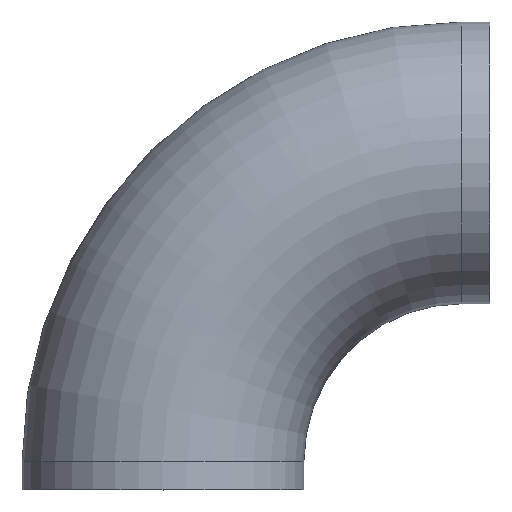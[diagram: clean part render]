
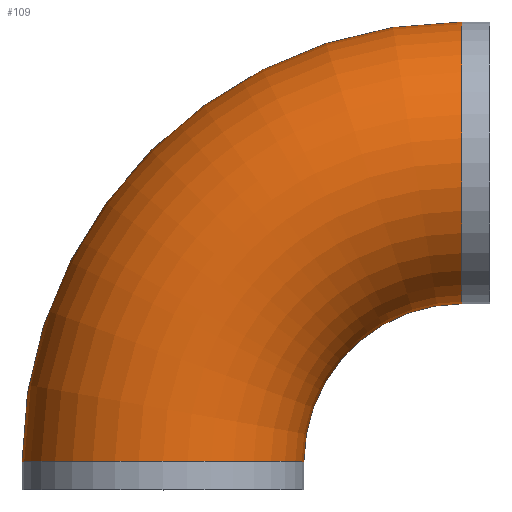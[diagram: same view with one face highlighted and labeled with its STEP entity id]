
A CAD part, top view. The second image highlights one B-rep face of the part: STEP entity #109.
In plain terms, the highlighted toroidal (fillet/blend) face has major radius 265 mm and minor radius 125 mm.
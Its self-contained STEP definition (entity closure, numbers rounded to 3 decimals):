
#95 = VERTEX_POINT( '', #231 );
#99 = EDGE_CURVE( '', #95, #173, #235, .T. );
#109 = ADVANCED_FACE( '', ( #246 ), #247, .T. );
#111 = VERTEX_POINT( '', #249 );
#139 = EDGE_CURVE( '', #161, #111, #282, .T. );
#161 = VERTEX_POINT( '', #307 );
#165 = EDGE_CURVE( '', #161, #173, #311, .T. );
#173 = VERTEX_POINT( '', #320 );
#187 = EDGE_CURVE( '', #95, #111, #336, .T. );
#231 = CARTESIAN_POINT( '', ( 265., 415., 0. ) );
#235 = CIRCLE( '', #379, 390. );
#246 = FACE_OUTER_BOUND( '', #393, .T. );
#247 = TOROIDAL_SURFACE( '', #394, 265., 125. );
#249 = CARTESIAN_POINT( '', ( 265., 165., 0. ) );
#282 = CIRCLE( '', #437, 140. );
#307 = CARTESIAN_POINT( '', ( 125., 25., 0. ) );
#311 = CIRCLE( '', #475, 125. );
#320 = CARTESIAN_POINT( '', ( -125., 25., 0. ) );
#336 = CIRCLE( '', #507, 125. );
#379 = AXIS2_PLACEMENT_3D( '', #551, #552, #553 );
#393 = EDGE_LOOP( '', ( #567, #568, #569, #570 ) );
#394 = AXIS2_PLACEMENT_3D( '', #571, #572, #573 );
#437 = AXIS2_PLACEMENT_3D( '', #616, #617, #618 );
#475 = AXIS2_PLACEMENT_3D( '', #654, #655, #656 );
#507 = AXIS2_PLACEMENT_3D( '', #689, #690, #691 );
#551 = CARTESIAN_POINT( '', ( 265., 25., 0. ) );
#552 = DIRECTION( '', ( 0., 0., 1. ) );
#553 = DIRECTION( '', ( 1., 0., 0. ) );
#567 = ORIENTED_EDGE( '', *, *, #99, .T. );
#568 = ORIENTED_EDGE( '', *, *, #165, .F. );
#569 = ORIENTED_EDGE( '', *, *, #139, .T. );
#570 = ORIENTED_EDGE( '', *, *, #187, .F. );
#571 = CARTESIAN_POINT( '', ( 265., 25., 0. ) );
#572 = DIRECTION( '', ( 0., 0., 1. ) );
#573 = DIRECTION( '', ( 1., 0., 0. ) );
#616 = CARTESIAN_POINT( '', ( 265., 25., 0. ) );
#617 = DIRECTION( '', ( 0., 0., -1. ) );
#618 = DIRECTION( '', ( 1., 0., 0. ) );
#654 = CARTESIAN_POINT( '', ( 0., 25., 0. ) );
#655 = DIRECTION( '', ( 0., -1., 0. ) );
#656 = DIRECTION( '', ( 1., 0., 0. ) );
#689 = CARTESIAN_POINT( '', ( 265., 290., 0. ) );
#690 = DIRECTION( '', ( 1., 0., 0. ) );
#691 = DIRECTION( '', ( 0., -1., 0. ) );
